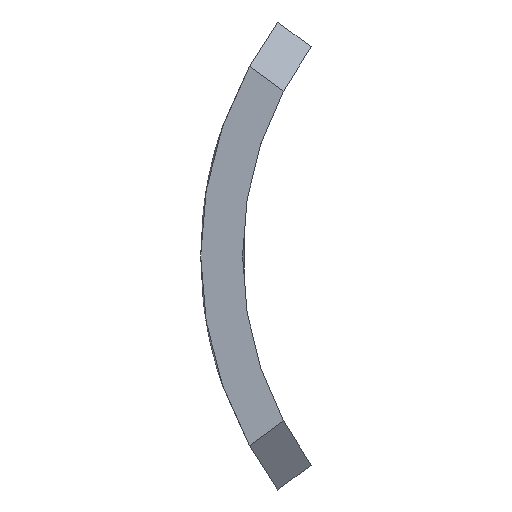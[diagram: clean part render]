
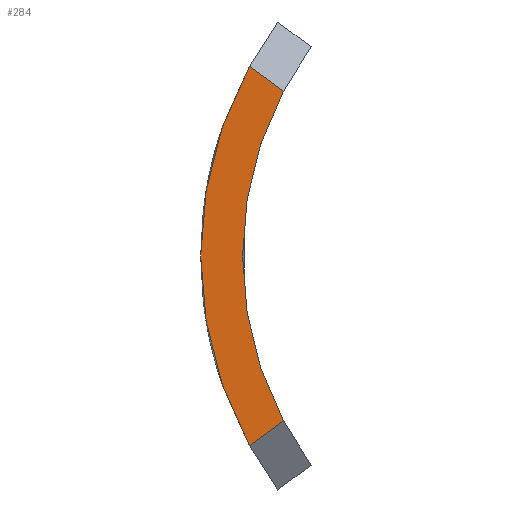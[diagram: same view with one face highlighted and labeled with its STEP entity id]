
A CAD part, left-side view. The second image highlights one B-rep face of the part: STEP entity #284.
In plain terms, the highlighted planar face has unit normal (-1, 0, 0).
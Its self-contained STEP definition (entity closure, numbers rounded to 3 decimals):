
#18 = FACE_OUTER_BOUND ( 'NONE', #269, .T. ) ;
#49 = EDGE_CURVE ( 'NONE', #94, #337, #130, .T. ) ;
#59 = AXIS2_PLACEMENT_3D ( 'NONE', #322, #547, #710 ) ;
#69 = CARTESIAN_POINT ( 'NONE',  ( 0., 0., 0. ) ) ;
#94 = VERTEX_POINT ( 'NONE', #591 ) ;
#130 = CIRCLE ( 'NONE', #456, 16.85 ) ;
#155 = CARTESIAN_POINT ( 'NONE',  ( 0., 14.895, 7.877 ) ) ;
#160 = EDGE_CURVE ( 'NONE', #337, #502, #371, .T. ) ;
#176 = DIRECTION ( 'NONE',  ( 1., 0., 0. ) ) ;
#187 = PLANE ( 'NONE',  #517 ) ;
#203 = LINE ( 'NONE', #444, #419 ) ;
#227 = DIRECTION ( 'NONE',  ( 0., 0.805, 0.593 ) ) ;
#269 = EDGE_LOOP ( 'NONE', ( #563, #550, #693, #546 ) ) ;
#275 = CARTESIAN_POINT ( 'NONE',  ( 0., 16.655, 9.175 ) ) ;
#284 = ADVANCED_FACE ( 'NONE', ( #18 ), #187, .F. ) ;
#299 = CARTESIAN_POINT ( 'NONE',  ( 0., 0., 0. ) ) ;
#322 = CARTESIAN_POINT ( 'NONE',  ( 0., 0., 0. ) ) ;
#337 = VERTEX_POINT ( 'NONE', #155 ) ;
#347 = VERTEX_POINT ( 'NONE', #503 ) ;
#364 = DIRECTION ( 'NONE',  ( 0., 0., -1. ) ) ;
#371 = LINE ( 'NONE', #275, #660 ) ;
#372 = EDGE_CURVE ( 'NONE', #347, #94, #203, .T. ) ;
#389 = CIRCLE ( 'NONE', #59, 18.85 ) ;
#419 = VECTOR ( 'NONE', #702, 1000. ) ;
#425 = DIRECTION ( 'NONE',  ( 0., 0., -1. ) ) ;
#444 = CARTESIAN_POINT ( 'NONE',  ( 0., 1.484, 2.012 ) ) ;
#456 = AXIS2_PLACEMENT_3D ( 'NONE', #299, #176, #364 ) ;
#469 = DIRECTION ( 'NONE',  ( 1., 0., 0. ) ) ;
#500 = CARTESIAN_POINT ( 'NONE',  ( 0., 16.521, 9.076 ) ) ;
#502 = VERTEX_POINT ( 'NONE', #500 ) ;
#503 = CARTESIAN_POINT ( 'NONE',  ( 0., 16.521, -9.076 ) ) ;
#517 = AXIS2_PLACEMENT_3D ( 'NONE', #69, #469, #425 ) ;
#534 = EDGE_CURVE ( 'NONE', #347, #502, #389, .T. ) ;
#546 = ORIENTED_EDGE ( 'NONE', *, *, #160, .T. ) ;
#547 = DIRECTION ( 'NONE',  ( 1., 0., 0. ) ) ;
#550 = ORIENTED_EDGE ( 'NONE', *, *, #372, .T. ) ;
#563 = ORIENTED_EDGE ( 'NONE', *, *, #534, .F. ) ;
#591 = CARTESIAN_POINT ( 'NONE',  ( 0., 14.895, -7.877 ) ) ;
#660 = VECTOR ( 'NONE', #227, 1000. ) ;
#693 = ORIENTED_EDGE ( 'NONE', *, *, #49, .T. ) ;
#702 = DIRECTION ( 'NONE',  ( 0., -0.805, 0.593 ) ) ;
#710 = DIRECTION ( 'NONE',  ( 0., 0., -1. ) ) ;
